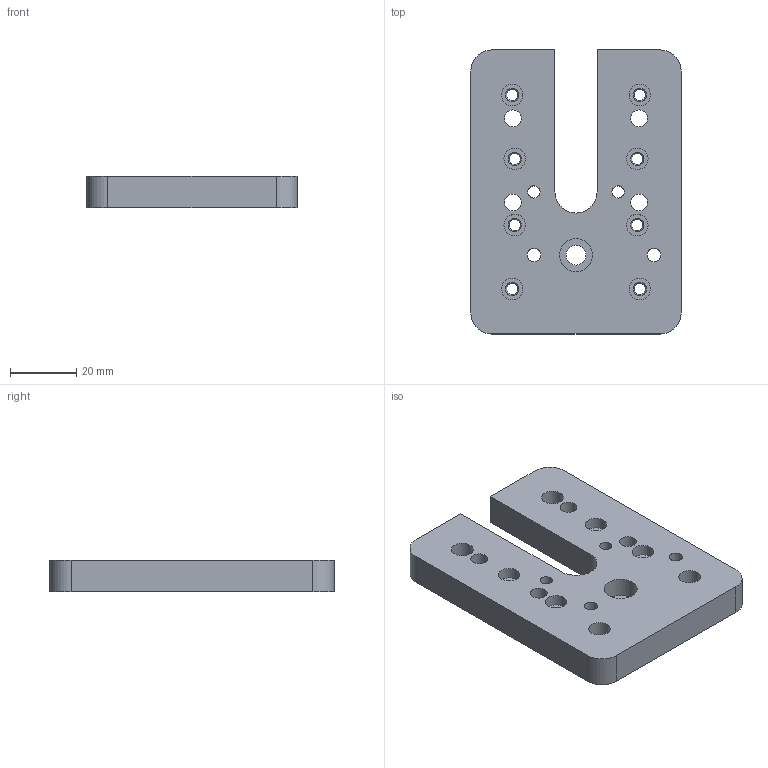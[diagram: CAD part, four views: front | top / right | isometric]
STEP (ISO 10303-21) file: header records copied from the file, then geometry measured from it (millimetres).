
FILE_DESCRIPTION (( 'STEP AP214' ), '1' );
FILE_NAME ('AFSB-521-C-DI.STEP', '2023-03-09T11:19:22', ( '' ), ( '' ), 'SwSTEP 2.0', 'SolidWorks 2021', '' );
FILE_SCHEMA (( 'AUTOMOTIVE_DESIGN' ));
Length unit declared in the file: inch
Products named in the file (1): AFSB-521-C-DI
Bounding box: 63.5 x 85.72 x 9.53 mm (x, y, z)
Volume: 42619.4 mm3; surface area: 15457 mm2
Topology: 1 solids, 1 shells, 61 faces, 142 edges, 96 vertices
Faces by surface type: cylinder 31, plane 22, cone 8
Full cylindrical faces by diameter (mm): 3.4 x8, 3.68 x2, 4.02 x2, 5.105 x4, 6 x1, 6.5 x8, 10 x1
Entity records: 2212 total; most frequent: CARTESIAN_POINT 826, DIRECTION 290, ORIENTED_EDGE 200, EDGE_LOOP 142, AXIS2_PLACEMENT_3D 132, EDGE_CURVE 100, VERTEX_POINT 88, FACE_OUTER_BOUND 87
